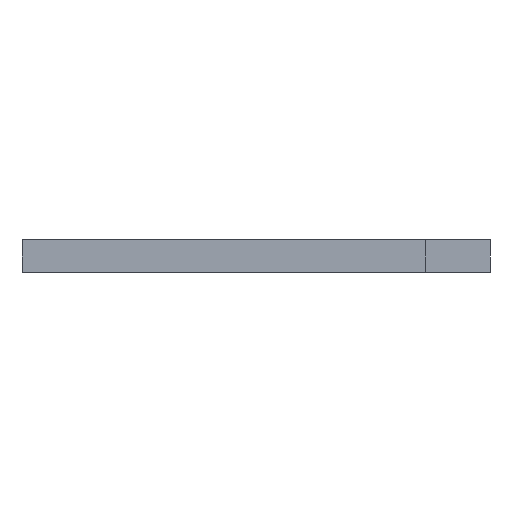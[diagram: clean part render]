
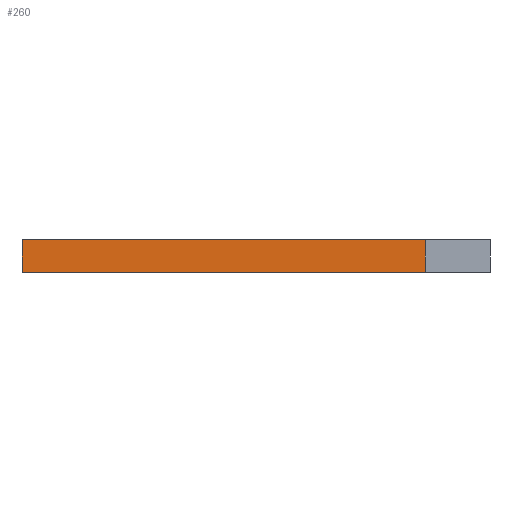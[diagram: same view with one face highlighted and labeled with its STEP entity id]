
A CAD part, left-side view. The second image highlights one B-rep face of the part: STEP entity #260.
In plain terms, the highlighted planar face has unit normal (-1, 0, 0).
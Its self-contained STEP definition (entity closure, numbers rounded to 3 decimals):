
#131=PLANE('',#2586);
#260=ADVANCED_FACE('',(#403),#131,.T.);
#403=FACE_OUTER_BOUND('',#549,.T.);
#549=EDGE_LOOP('',(#1403,#1404,#1405,#1406));
#658=LINE('',#3829,#854);
#717=LINE('',#4190,#913);
#745=LINE('',#4527,#941);
#746=LINE('',#4529,#942);
#854=VECTOR('',#2682,1.);
#913=VECTOR('',#2743,1.);
#941=VECTOR('',#2821,1.);
#942=VECTOR('',#2824,1.);
#1403=ORIENTED_EDGE('',*,*,#2207,.F.);
#1404=ORIENTED_EDGE('',*,*,#2279,.F.);
#1405=ORIENTED_EDGE('',*,*,#2113,.T.);
#1406=ORIENTED_EDGE('',*,*,#2280,.T.);
#1869=VERTEX_POINT('',#3828);
#1870=VERTEX_POINT('',#3830);
#1960=VERTEX_POINT('',#4189);
#1961=VERTEX_POINT('',#4191);
#2113=EDGE_CURVE('',#1870,#1869,#658,.T.);
#2207=EDGE_CURVE('',#1960,#1961,#717,.T.);
#2279=EDGE_CURVE('',#1870,#1960,#745,.T.);
#2280=EDGE_CURVE('',#1869,#1961,#746,.T.);
#2586=AXIS2_PLACEMENT_3D('',#4530,#2825,#2826);
#2682=DIRECTION('',(0.,1.,0.));
#2743=DIRECTION('',(0.,1.,0.));
#2821=DIRECTION('',(0.,0.,-1.));
#2824=DIRECTION('',(0.,0.,-1.));
#2825=DIRECTION('',(-1.,0.,0.));
#2826=DIRECTION('',(0.,0.,1.));
#3828=CARTESIAN_POINT('',(-20.,58.,4.));
#3829=CARTESIAN_POINT('',(-20.,8.,4.));
#3830=CARTESIAN_POINT('',(-20.,8.,4.));
#4189=CARTESIAN_POINT('',(-20.,8.,0.));
#4190=CARTESIAN_POINT('',(-20.,8.,0.));
#4191=CARTESIAN_POINT('',(-20.,58.,0.));
#4527=CARTESIAN_POINT('',(-20.,8.,4.));
#4529=CARTESIAN_POINT('',(-20.,58.,4.));
#4530=CARTESIAN_POINT('',(-20.,8.,4.));
